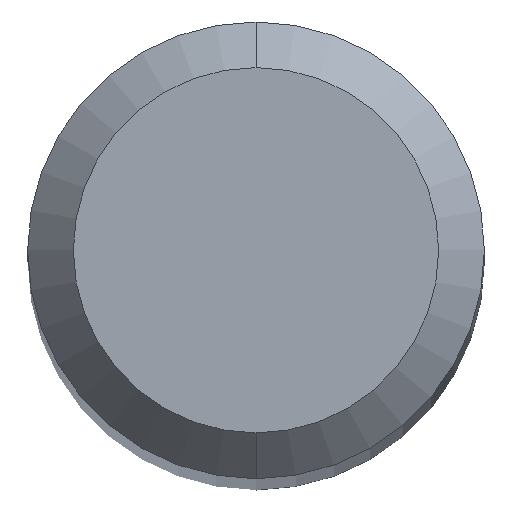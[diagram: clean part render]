
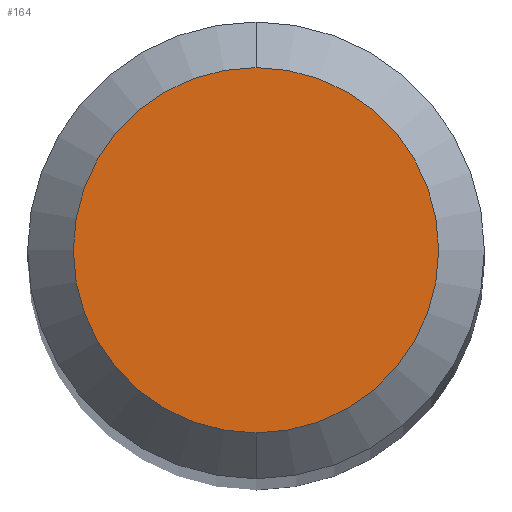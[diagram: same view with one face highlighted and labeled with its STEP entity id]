
A CAD part, top view. The second image highlights one B-rep face of the part: STEP entity #164.
In plain terms, the highlighted planar face has unit normal (0, 0, 1).
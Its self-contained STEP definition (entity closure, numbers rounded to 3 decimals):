
#128=VERTEX_POINT('',#302);
#146=EDGE_CURVE('',#184,#128,#321,.T.);
#164=ADVANCED_FACE('',(#339),#340,.T.);
#184=VERTEX_POINT('',#363);
#226=EDGE_CURVE('',#128,#184,#410,.T.);
#302=CARTESIAN_POINT('',(0.,-1.2,0.0));
#321=CIRCLE('',#512,1.2);
#339=FACE_OUTER_BOUND('',#538,.T.);
#340=PLANE('',#539);
#363=CARTESIAN_POINT('',(0.0,1.2,0.0));
#410=CIRCLE('',#626,1.2);
#512=AXIS2_PLACEMENT_3D('',#727,#728,#729);
#538=EDGE_LOOP('',(#745,#746));
#539=AXIS2_PLACEMENT_3D('',#747,#748,#749);
#626=AXIS2_PLACEMENT_3D('',#840,#841,#842);
#727=CARTESIAN_POINT('',(0.0,0.0,0.0));
#728=DIRECTION('',(0.0,0.0,-1.0));
#729=DIRECTION('',(0.0,1.0,0.0));
#745=ORIENTED_EDGE('',*,*,#146,.F.);
#746=ORIENTED_EDGE('',*,*,#226,.F.);
#747=CARTESIAN_POINT('',(0.0,0.6,0.0));
#748=DIRECTION('',(-0.0,0.0,1.0));
#749=DIRECTION('',(0.0,-1.0,0.0));
#840=CARTESIAN_POINT('',(0.0,0.0,0.0));
#841=DIRECTION('',(0.0,0.0,-1.0));
#842=DIRECTION('',(0.0,1.0,0.0));
